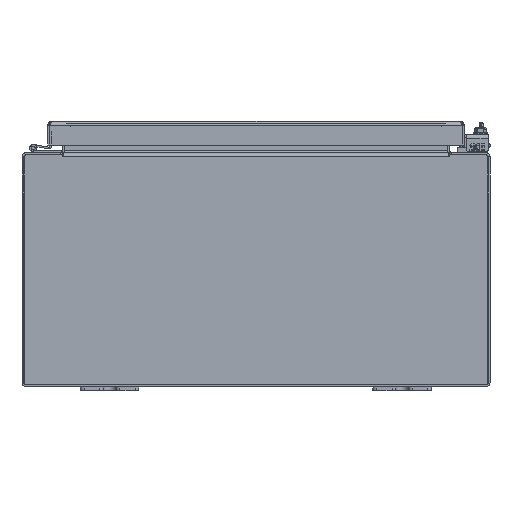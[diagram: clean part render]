
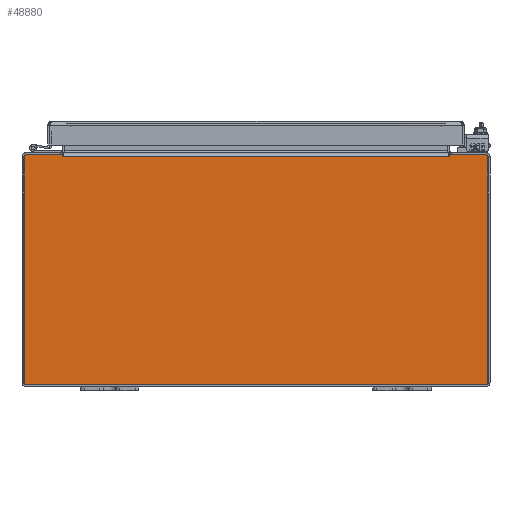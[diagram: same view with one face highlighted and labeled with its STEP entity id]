
A CAD part, front view. The second image highlights one B-rep face of the part: STEP entity #48880.
In plain terms, the highlighted planar face has unit normal (0, -1, 0).
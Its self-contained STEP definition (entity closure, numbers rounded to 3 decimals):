
#2228 = VERTEX_POINT ( 'NONE', #47196 ) ;
#2571 = CARTESIAN_POINT ( 'NONE',  ( 7.857, -12., -3.857 ) ) ;
#3097 = EDGE_CURVE ( 'NONE', #47077, #132121, #44793, .T. ) ;
#3264 = CARTESIAN_POINT ( 'NONE',  ( -7.857, -12., -3.857 ) ) ;
#3990 = DIRECTION ( 'NONE',  ( -1., 0., 0. ) ) ;
#4484 = VERTEX_POINT ( 'NONE', #110373 ) ;
#4624 = EDGE_CURVE ( 'NONE', #4484, #47077, #170050, .T. ) ;
#6241 = CARTESIAN_POINT ( 'NONE',  ( -7.937, -12., 0. ) ) ;
#8005 = DIRECTION ( 'NONE',  ( -1., 0., 0. ) ) ;
#9175 = VERTEX_POINT ( 'NONE', #127912 ) ;
#10451 = ORIENTED_EDGE ( 'NONE', *, *, #16169, .T. ) ;
#10607 = VECTOR ( 'NONE', #96594, 39.37 ) ;
#11430 = CARTESIAN_POINT ( 'NONE',  ( 0., -12., 0. ) ) ;
#13766 = EDGE_CURVE ( 'NONE', #88273, #50463, #47917, .T. ) ;
#15285 = LINE ( 'NONE', #55117, #99577 ) ;
#16169 = EDGE_CURVE ( 'NONE', #132121, #34423, #95741, .T. ) ;
#16280 = AXIS2_PLACEMENT_3D ( 'NONE', #3264, #56094, #109014 ) ;
#16706 = DIRECTION ( 'NONE',  ( 0., 0., -1. ) ) ;
#17291 = AXIS2_PLACEMENT_3D ( 'NONE', #2571, #41541, #66698 ) ;
#17847 = CARTESIAN_POINT ( 'NONE',  ( -6.598, -12., 3.855 ) ) ;
#18785 = EDGE_CURVE ( 'NONE', #104071, #4484, #49512, .T. ) ;
#19355 = VERTEX_POINT ( 'NONE', #90049 ) ;
#21125 = EDGE_CURVE ( 'NONE', #112612, #9175, #57955, .T. ) ;
#23204 = VECTOR ( 'NONE', #66659, 39.37 ) ;
#23301 = ORIENTED_EDGE ( 'NONE', *, *, #166922, .T. ) ;
#28809 = VECTOR ( 'NONE', #101065, 39.37 ) ;
#29647 = ORIENTED_EDGE ( 'NONE', *, *, #61197, .T. ) ;
#30250 = CARTESIAN_POINT ( 'NONE',  ( -7.857, -12., 3.937 ) ) ;
#30712 = EDGE_CURVE ( 'NONE', #169375, #32057, #153078, .T. ) ;
#32057 = VERTEX_POINT ( 'NONE', #53863 ) ;
#34423 = VERTEX_POINT ( 'NONE', #152957 ) ;
#36002 = EDGE_CURVE ( 'NONE', #9175, #88273, #45802, .T. ) ;
#36433 = VECTOR ( 'NONE', #16706, 39.37 ) ;
#39337 = CARTESIAN_POINT ( 'NONE',  ( 6.614, -12., 3.855 ) ) ;
#41541 = DIRECTION ( 'NONE',  ( 0., -1., 0. ) ) ;
#44793 = CIRCLE ( 'NONE', #17291, 0.08 ) ;
#45802 = LINE ( 'NONE', #162044, #73223 ) ;
#47077 = VERTEX_POINT ( 'NONE', #69665 ) ;
#47196 = CARTESIAN_POINT ( 'NONE',  ( 6.598, -12., 3.855 ) ) ;
#47917 = LINE ( 'NONE', #76510, #160197 ) ;
#48880 = ADVANCED_FACE ( 'NONE', ( #140625 ), #142329, .T. ) ;
#49512 = CIRCLE ( 'NONE', #16280, 0.08 ) ;
#50463 = VERTEX_POINT ( 'NONE', #30250 ) ;
#53863 = CARTESIAN_POINT ( 'NONE',  ( 6.628, -12., 3.937 ) ) ;
#55117 = CARTESIAN_POINT ( 'NONE',  ( 0., -12., 3.855 ) ) ;
#56094 = DIRECTION ( 'NONE',  ( 0., -1., 0. ) ) ;
#57955 = LINE ( 'NONE', #150731, #85799 ) ;
#61197 = EDGE_CURVE ( 'NONE', #50463, #19355, #109717, .T. ) ;
#61809 = ORIENTED_EDGE ( 'NONE', *, *, #13766, .T. ) ;
#64891 = CARTESIAN_POINT ( 'NONE',  ( -7.857, -12., 3.857 ) ) ;
#65586 = DIRECTION ( 'NONE',  ( 0., -1., 0. ) ) ;
#66074 = ORIENTED_EDGE ( 'NONE', *, *, #116717, .T. ) ;
#66659 = DIRECTION ( 'NONE',  ( -0.174, 0., -0.985 ) ) ;
#66698 = DIRECTION ( 'NONE',  ( 0., 0., -1. ) ) ;
#69665 = CARTESIAN_POINT ( 'NONE',  ( 7.857, -12., -3.937 ) ) ;
#69669 = EDGE_CURVE ( 'NONE', #98294, #2228, #166620, .T. ) ;
#73223 = VECTOR ( 'NONE', #96177, 39.37 ) ;
#73544 = EDGE_CURVE ( 'NONE', #19355, #104071, #136298, .T. ) ;
#74828 = EDGE_CURVE ( 'NONE', #34423, #169375, #125182, .T. ) ;
#74878 = ORIENTED_EDGE ( 'NONE', *, *, #21125, .T. ) ;
#76446 = DIRECTION ( 'NONE',  ( 0., 0., -1. ) ) ;
#76510 = CARTESIAN_POINT ( 'NONE',  ( 0., -12., 3.937 ) ) ;
#77364 = DIRECTION ( 'NONE',  ( -1., 0., 0. ) ) ;
#77725 = DIRECTION ( 'NONE',  ( 0., 0., -1. ) ) ;
#78800 = LINE ( 'NONE', #131680, #23204 ) ;
#78954 = ORIENTED_EDGE ( 'NONE', *, *, #73544, .T. ) ;
#79518 = ORIENTED_EDGE ( 'NONE', *, *, #74828, .T. ) ;
#85799 = VECTOR ( 'NONE', #127272, 39.37 ) ;
#88273 = VERTEX_POINT ( 'NONE', #104968 ) ;
#90049 = CARTESIAN_POINT ( 'NONE',  ( -7.937, -12., 3.857 ) ) ;
#90065 = DIRECTION ( 'NONE',  ( 0., -1., 0. ) ) ;
#94885 = VECTOR ( 'NONE', #116325, 39.37 ) ;
#95741 = LINE ( 'NONE', #151142, #10607 ) ;
#96177 = DIRECTION ( 'NONE',  ( -0.174, 0., 0.985 ) ) ;
#96594 = DIRECTION ( 'NONE',  ( 0., 0., 1. ) ) ;
#96806 = EDGE_LOOP ( 'NONE', ( #61809, #29647, #78954, #149453, #110890, #162068, #10451, #79518, #135792, #66074, #131565, #23301, #74878, #108615 ) ) ;
#98107 = CARTESIAN_POINT ( 'NONE',  ( 7.937, -12., -3.857 ) ) ;
#98294 = VERTEX_POINT ( 'NONE', #39337 ) ;
#99064 = CARTESIAN_POINT ( 'NONE',  ( -7.937, -12., -3.857 ) ) ;
#99577 = VECTOR ( 'NONE', #3990, 39.37 ) ;
#101065 = DIRECTION ( 'NONE',  ( -1., 0., 0. ) ) ;
#102761 = CARTESIAN_POINT ( 'NONE',  ( 0., -12., 3.937 ) ) ;
#104071 = VERTEX_POINT ( 'NONE', #99064 ) ;
#104968 = CARTESIAN_POINT ( 'NONE',  ( -6.628, -12., 3.937 ) ) ;
#108615 = ORIENTED_EDGE ( 'NONE', *, *, #36002, .T. ) ;
#109014 = DIRECTION ( 'NONE',  ( 0., 0., -1. ) ) ;
#109717 = CIRCLE ( 'NONE', #170553, 0.08 ) ;
#110373 = CARTESIAN_POINT ( 'NONE',  ( -7.857, -12., -3.937 ) ) ;
#110890 = ORIENTED_EDGE ( 'NONE', *, *, #4624, .T. ) ;
#112612 = VERTEX_POINT ( 'NONE', #17847 ) ;
#116325 = DIRECTION ( 'NONE',  ( 1., 0., 0. ) ) ;
#116717 = EDGE_CURVE ( 'NONE', #32057, #98294, #78800, .T. ) ;
#118046 = CARTESIAN_POINT ( 'NONE',  ( 0., -12., -3.937 ) ) ;
#125182 = CIRCLE ( 'NONE', #161214, 0.08 ) ;
#126757 = CARTESIAN_POINT ( 'NONE',  ( 6.606, -12., 3.855 ) ) ;
#127272 = DIRECTION ( 'NONE',  ( -1., 0., 0. ) ) ;
#127912 = CARTESIAN_POINT ( 'NONE',  ( -6.614, -12., 3.855 ) ) ;
#130270 = VECTOR ( 'NONE', #8005, 39.37 ) ;
#131565 = ORIENTED_EDGE ( 'NONE', *, *, #69669, .T. ) ;
#131680 = CARTESIAN_POINT ( 'NONE',  ( 6.628, -12., 3.937 ) ) ;
#132121 = VERTEX_POINT ( 'NONE', #98107 ) ;
#135792 = ORIENTED_EDGE ( 'NONE', *, *, #30712, .T. ) ;
#136298 = LINE ( 'NONE', #6241, #36433 ) ;
#139775 = DIRECTION ( 'NONE',  ( 0., -1., 0. ) ) ;
#140625 = FACE_OUTER_BOUND ( 'NONE', #96806, .T. ) ;
#142089 = CARTESIAN_POINT ( 'NONE',  ( 7.857, -12., 3.937 ) ) ;
#142329 = PLANE ( 'NONE',  #156038 ) ;
#143774 = DIRECTION ( 'NONE',  ( 0., 0., -1. ) ) ;
#149453 = ORIENTED_EDGE ( 'NONE', *, *, #18785, .T. ) ;
#150731 = CARTESIAN_POINT ( 'NONE',  ( 0., -12., 3.855 ) ) ;
#151142 = CARTESIAN_POINT ( 'NONE',  ( 7.937, -12., 0. ) ) ;
#152957 = CARTESIAN_POINT ( 'NONE',  ( 7.937, -12., 3.857 ) ) ;
#153078 = LINE ( 'NONE', #102761, #28809 ) ;
#156038 = AXIS2_PLACEMENT_3D ( 'NONE', #11430, #139775, #76446 ) ;
#160197 = VECTOR ( 'NONE', #77364, 39.37 ) ;
#161214 = AXIS2_PLACEMENT_3D ( 'NONE', #171330, #65586, #77725 ) ;
#162044 = CARTESIAN_POINT ( 'NONE',  ( -6.614, -12., 3.855 ) ) ;
#162068 = ORIENTED_EDGE ( 'NONE', *, *, #3097, .T. ) ;
#166620 = LINE ( 'NONE', #126757, #130270 ) ;
#166922 = EDGE_CURVE ( 'NONE', #2228, #112612, #15285, .T. ) ;
#169375 = VERTEX_POINT ( 'NONE', #142089 ) ;
#170050 = LINE ( 'NONE', #118046, #94885 ) ;
#170553 = AXIS2_PLACEMENT_3D ( 'NONE', #64891, #90065, #143774 ) ;
#171330 = CARTESIAN_POINT ( 'NONE',  ( 7.857, -12., 3.857 ) ) ;
